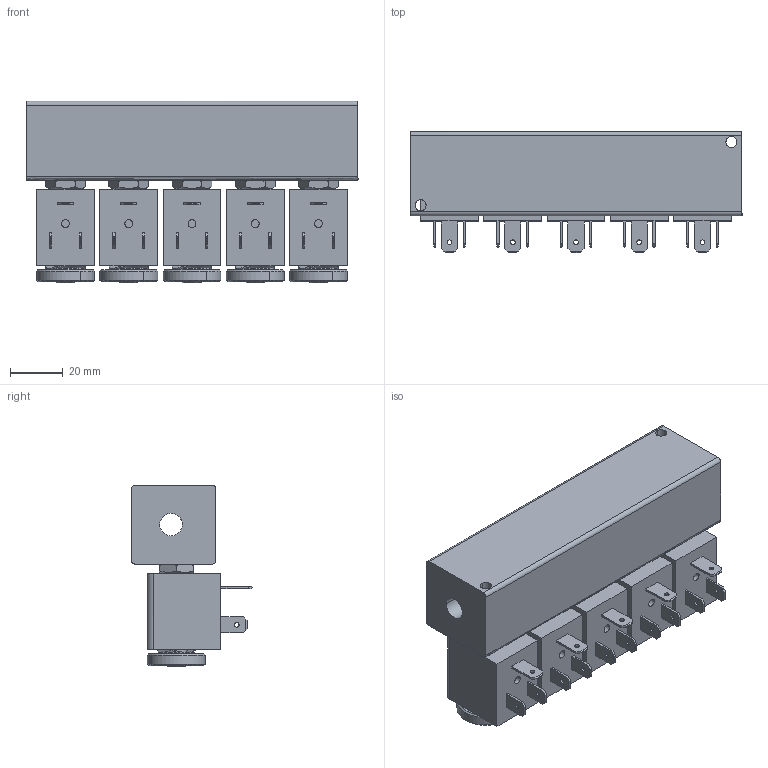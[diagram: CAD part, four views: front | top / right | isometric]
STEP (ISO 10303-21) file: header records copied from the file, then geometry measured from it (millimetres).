
FILE_DESCRIPTION(/* description */ (''),/* implementation_level */ '2;1');
FILE_NAME(/* name */ '00_055_3',/* time_stamp */ '2018-11-26T10:45:35+01:00',/* author */ (''),/* organization */ (''),/* preprocessor_version */ 'ST-DEVELOPER v15',/* originating_system */ '',/* authorisation */ '');
FILE_SCHEMA (('CONFIG_CONTROL_DESIGN'));
Length unit declared in the file: millimetre
Products named in the file (1): Document
Bounding box: 126 x 45.9 x 69 mm (x, y, z)
Volume: 89008.4 mm3; surface area: 64842.2 mm2
Topology: 15 solids, 46 shells, 947 faces, 2204 edges, 1355 vertices
Faces by surface type: bspline 529, plane 418
Entity records: 31533 total; most frequent: CARTESIAN_POINT 17807, ORIENTED_EDGE 4380, EDGE_CURVE 2220, VERTEX_POINT 1375, B_SPLINE_CURVE_WITH_KNOTS 1247, EDGE_LOOP 1083, ADVANCED_FACE 947, FACE_OUTER_BOUND 947
